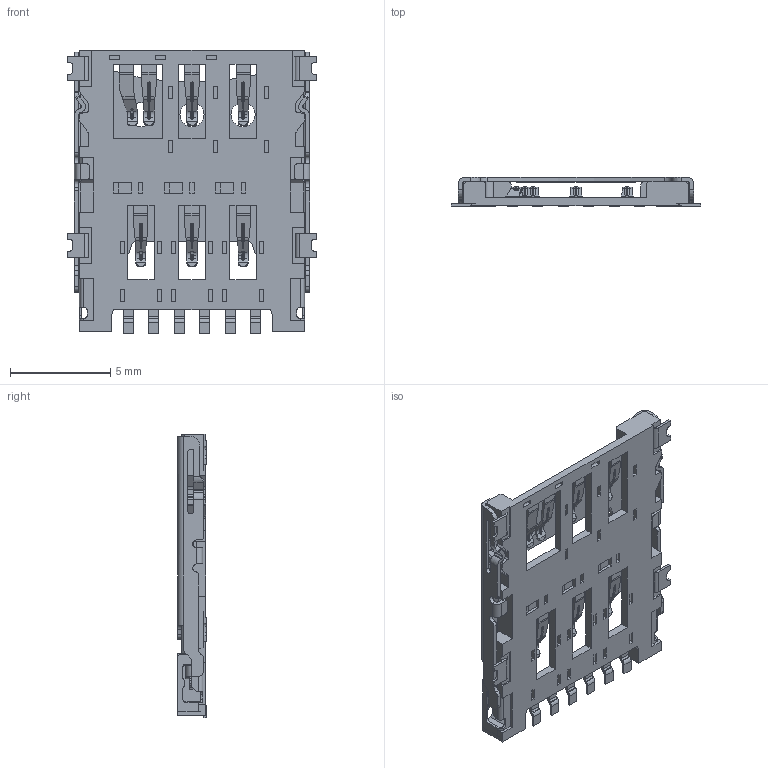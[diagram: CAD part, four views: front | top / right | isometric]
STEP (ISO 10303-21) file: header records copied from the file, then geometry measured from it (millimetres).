
FILE_DESCRIPTION (( 'STEP AP214' ), '1' );
FILE_NAME ('CUI_DEVICES_NSIM-2-C.step', '2024-08-01T14:36:50', ( '' ), ( '' ), 'SwSTEP 2.0', 'SolidWorks 2024', '' );
FILE_SCHEMA (( 'AUTOMOTIVE_DESIGN' ));
Length unit declared in the file: inch
Products named in the file (1): CUI_DEVICES_NSIM-2-C
Bounding box: 12.4 x 1.43 x 14.1 mm (x, y, z)
Volume: 91.9 mm3; surface area: 762.1 mm2
Topology: 12 solids, 12 shells, 1398 faces, 3824 edges, 2446 vertices
Faces by surface type: plane 727, cylinder 535, torus 107, bspline 27, cone 2
Entity records: 45055 total; most frequent: CARTESIAN_POINT 8616, DIRECTION 7662, ORIENTED_EDGE 7648, EDGE_CURVE 3824, LINE 2582, VECTOR 2582, AXIS2_PLACEMENT_3D 2540, VERTEX_POINT 2446
